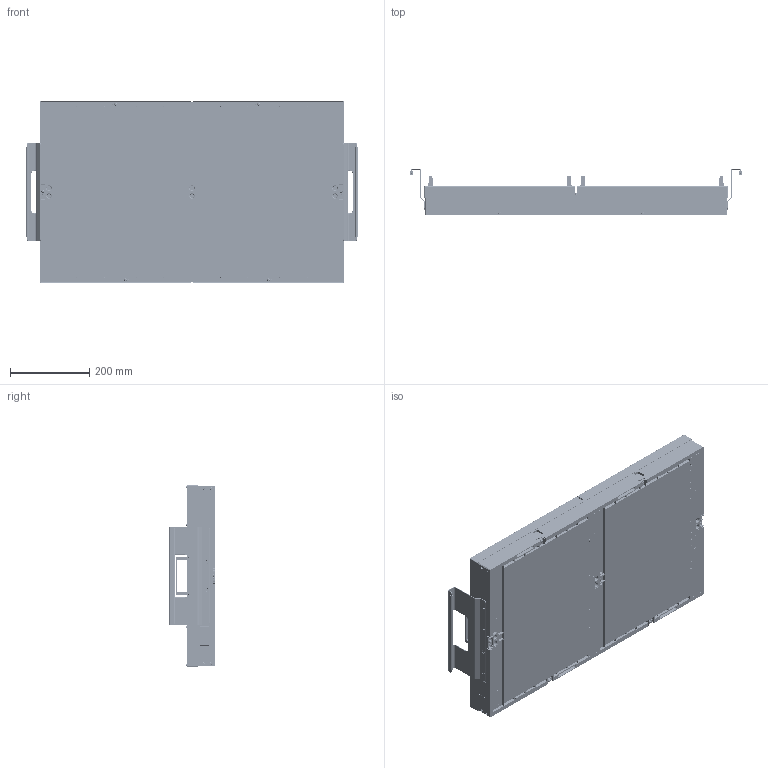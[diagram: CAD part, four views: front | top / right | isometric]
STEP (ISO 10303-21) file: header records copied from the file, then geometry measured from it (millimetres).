
FILE_DESCRIPTION (( 'STEP AP214' ), '1' );
FILE_NAME ('INGUN_115303.STEP', '2023-12-05T10:06:24', ( '' ), ( '' ), 'SwSTEP 2.0', 'SolidWorks 2021', '' );
FILE_SCHEMA (( 'AUTOMOTIVE_DESIGN' ));
Length unit declared in the file: millimetre
Products named in the file (41): 14671~0_KUNDE<Standard>; 1571~2; DIN6325~n_04,0m6x008; K_124594~0_S; DIN7991~n_M04,0x012; 14671_003~0; 115388~0_S; 114971~0_S; 114901~1_S; INGUN_115303; 14671_002~0; ISO7380~n_M03,0x005; 114855~1_S; DIN7991~n_M04,0x016; 115307~0; 14671_004~0; 115306~0_S; 115387~0_S; DIN912~n_M04,0x012; DIN6325~n_03,0m6x020; 2579~0; 1607~1; 114961~0_S; 115305~0_S; 2229~6; 9328~1_KUNDE<Standard>; 115106~1_S; 114857~0_S; 114946~0_S; 5332~0; ISO7380~n_M04,0x016; 14671_001~0_KUNDE<Standard>; 115404~0; 14683~0_KUNDE<S>; 2196~6; 114856~1_S; 114858~1_S; INFO_4562~1_Typenschild 1010; 115304~0_KUNDE<S>; 114968~0_KUNDE<S> ...
Assembly tree (181 placements, depth 5):
  INGUN_115303
    115304~0_KUNDE<S>
      115306~0_S
        115307~0
        114946~0_S  x4
        Gewindebuchse~n_M04-09,5 geschlossen  x8
      115305~0_S  x2
      9328~1_KUNDE<Standard>  x2
      115404~0  x2
      ISO7380~n_M03,0x005  x16
      1607~1  x4
      5332~0  x4
      DIN7991~n_M04,0x016  x17
      2229~6  x6
      2196~6  x6
      2579~0  x18
      1571~2  x8
      DIN912~n_M04,0x012  x18
      DIN6325~n_04,0m6x008  x10
      INFO_4562~1_Typenschild 1010
    114968~0_KUNDE<S>
      114971~0_S  x2
        114961~0_S
        DIN6325~n_03,0m6x020
      114857~0_S
        114855~1_S
        DIN6325~n_03,0m6x020
      114858~1_S
        114856~1_S
        DIN6325~n_03,0m6x020  x2
      14683~0_KUNDE<S>
        14671~0_KUNDE<Standard>  x2
          14671_001~0_KUNDE<Standard>
          14671_002~0
          14671_003~0
          14671_004~0
      115388~0_S  x2
        115106~1_S
        115387~0_S
          K_124594~0_S
        DIN7991~n_M04,0x012
      114901~1_S  x2
      DIN912~n_M04,0x012  x8
      ISO7380~n_M04,0x016  x6
Bounding box: 840.2 x 117 x 460.2 mm (x, y, z)
Volume: 13129405.9 mm3; surface area: 3101754.1 mm2
Topology: 184 solids, 188 shells, 9972 faces, 24633 edges, 15678 vertices
Faces by surface type: plane 4127, cylinder 3253, bspline 1438, cone 590, torus 408, sphere 156
Entity records: 137313 total; most frequent: CARTESIAN_POINT 48504, ORIENTED_EDGE 15728, DIRECTION 14805, EDGE_CURVE 7864, AXIS2_PLACEMENT_3D 5197, VERTEX_POINT 5038, LINE 4411, VECTOR 4411
